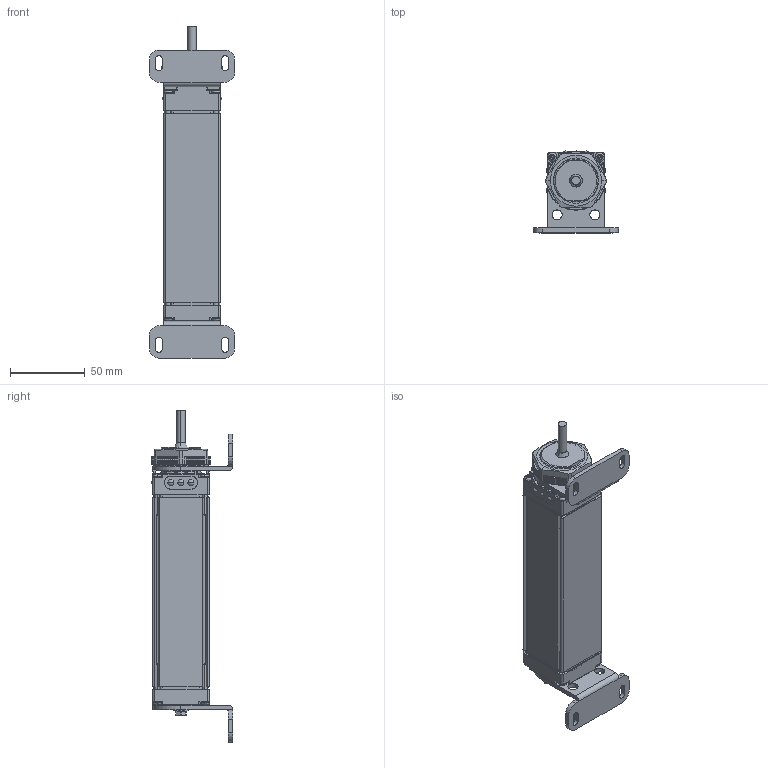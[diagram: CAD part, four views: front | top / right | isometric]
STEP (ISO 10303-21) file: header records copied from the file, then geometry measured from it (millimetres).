
FILE_DESCRIPTION((''),'2;1');
FILE_NAME('188717_ASM','2016-01-11T',('pdmadmin'),(''),'PRO/ENGINEER BY PARAMETRIC TECHNOLOGY CORPORATION, 2013230','PRO/ENGINEER BY PARAMETRIC TECHNOLOGY CORPORATION, 2013230','');
FILE_SCHEMA(('CONFIG_CONTROL_DESIGN'));
Length unit declared in the file: inch
Products named in the file (53): 66524_GENERIC_AF0; 37280_AF0; 120805_AF0; 120805; 124107; 39965; 113974; 36756; 70497; 112009_AF0; 111921; 36740; PIGTAIL_AF0; 116329; 116507_AF0_ASM; 112187_AF0; 115710_AF1; SMC12T_AF0; MINISMA_AF0; WIRE24_WP_AF0; WIRE24_WP_AF1; WIRE24_WP_AF2; WIRE24_WP_AF3; WIRE24_WP_AF4; WIRE24_WP_AF5; WIRE24_WP_AF6; WIRE24_WP_AF7; WIRE24_WP_AF8; WIRE24_WP_AF9; FBEADL_AF0; 0805C_AF0; TVS1_AF0; 1210C_AF0; 1210C_AF1; SMLED_AF0; SMLED_AF1; SMLED_AF2; SMLED_AF3; SMLED_AF4; SMLED_AF5 ...
Assembly tree (60 placements, depth 4):
  188717_ASM
    66524_GENERIC_AF0
    37280_AF0
    120805_AF0
    120805
    124107
    39965
    113974
    36756  x2
    70497  x4
    116513_AF2_ASM
      116507_AF0_ASM
        112009_AF0
        111921  x3
        36740  x3
        PIGTAIL_AF0
        116329
      112187_AF0
      115710_AF0_ASM
        115710_AF1
        SMC12T_AF0
        MINISMA_AF0
        WIRE24_WP_AF0
        WIRE24_WP_AF1
        WIRE24_WP_AF2
        WIRE24_WP_AF3
        WIRE24_WP_AF4
        WIRE24_WP_AF5
        WIRE24_WP_AF6
        WIRE24_WP_AF7
        WIRE24_WP_AF8
        WIRE24_WP_AF9
        FBEADL_AF0
        0805C_AF0
        TVS1_AF0
        1210C_AF0
        1210C_AF1
        SMLED_AF0
        SMLED_AF1
        SMLED_AF2
        SMLED_AF3
        SMLED_AF4
        SMLED_AF5
        SMLED_AF6
        SMLED_AF7
        SMLED_AF8
    70497_AF0
    70497_AF1
    70497_AF2
    70497_AF3
    39966
    38073
    08249
Bounding box: 57.15 x 54.74 x 222.84 mm (x, y, z)
Volume: 103109.8 mm3; surface area: 94040.3 mm2
Topology: 39 solids, 42 shells, 1944 faces, 5261 edges, 3439 vertices
Faces by surface type: plane 817, cylinder 776, bspline 231, cone 50, sphere 42, torus 26, extrusion 2
Entity records: 81469 total; most frequent: CARTESIAN_POINT 36772, ORIENTED_EDGE 9458, DIRECTION 8728, EDGE_CURVE 4735, VERTEX_POINT 3115, AXIS2_PLACEMENT_3D 2940, VECTOR 2848, LINE 2846
